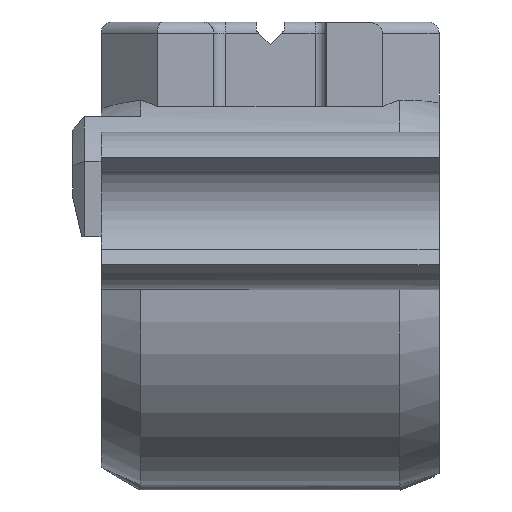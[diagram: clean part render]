
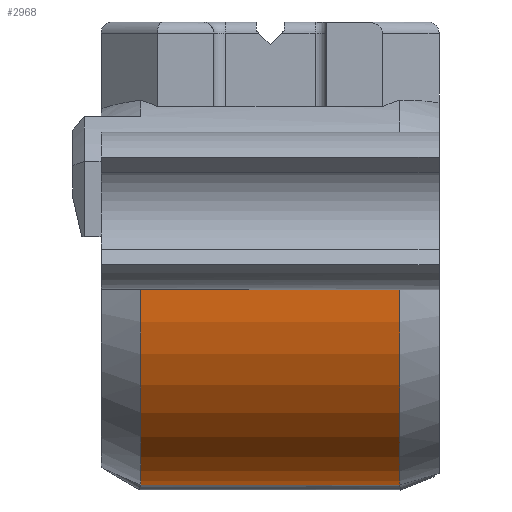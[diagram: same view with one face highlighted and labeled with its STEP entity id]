
A CAD part, left-side view. The second image highlights one B-rep face of the part: STEP entity #2968.
In plain terms, the highlighted cylindrical face has radius 7 mm (diameter 14 mm), a partial arc.
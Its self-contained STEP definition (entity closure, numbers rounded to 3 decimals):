
#96=CYLINDRICAL_SURFACE('',#3251,7.);
#285=CIRCLE('',#3249,7.);
#286=CIRCLE('',#3252,7.);
#469=FACE_OUTER_BOUND('',#645,.T.);
#645=EDGE_LOOP('',(#2397,#2398,#2399,#2400));
#874=LINE('',#4984,#1085);
#876=LINE('',#5008,#1087);
#1085=VECTOR('',#3950,10.);
#1087=VECTOR('',#3970,10.);
#1329=VERTEX_POINT('',#4975);
#1330=VERTEX_POINT('',#4982);
#1332=VERTEX_POINT('',#4995);
#1333=VERTEX_POINT('',#5006);
#1715=EDGE_CURVE('',#1330,#1329,#874,.T.);
#1719=EDGE_CURVE('',#1329,#1332,#285,.T.);
#1722=EDGE_CURVE('',#1333,#1330,#286,.T.);
#1723=EDGE_CURVE('',#1333,#1332,#876,.T.);
#2397=ORIENTED_EDGE('',*,*,#1719,.F.);
#2398=ORIENTED_EDGE('',*,*,#1715,.F.);
#2399=ORIENTED_EDGE('',*,*,#1722,.F.);
#2400=ORIENTED_EDGE('',*,*,#1723,.T.);
#2968=ADVANCED_FACE('',(#469),#96,.T.);
#3249=AXIS2_PLACEMENT_3D('',#4996,#3961,#3962);
#3251=AXIS2_PLACEMENT_3D('',#5005,#3966,#3967);
#3252=AXIS2_PLACEMENT_3D('',#5007,#3968,#3969);
#3950=DIRECTION('',(0.,1.,0.));
#3961=DIRECTION('center_axis',(0.,1.,0.));
#3962=DIRECTION('ref_axis',(-0.906,0.,0.423));
#3966=DIRECTION('center_axis',(0.,1.,0.));
#3967=DIRECTION('ref_axis',(0.906,0.,-0.423));
#3968=DIRECTION('center_axis',(0.,-1.,0.));
#3969=DIRECTION('ref_axis',(-0.906,0.,0.423));
#3970=DIRECTION('',(0.,1.,0.));
#4975=CARTESIAN_POINT('',(2.142,3.8,-6.664));
#4982=CARTESIAN_POINT('',(2.142,-5.4,-6.664));
#4984=CARTESIAN_POINT('',(2.142,-6.8,-6.664));
#4995=CARTESIAN_POINT('',(-7.,3.8,-0.02));
#4996=CARTESIAN_POINT('Origin',(0.,3.8,0.));
#5005=CARTESIAN_POINT('Origin',(0.,-6.8,0.));
#5006=CARTESIAN_POINT('',(-7.,-5.4,-0.02));
#5007=CARTESIAN_POINT('Origin',(0.,-5.4,0.));
#5008=CARTESIAN_POINT('',(-7.,-6.8,-0.02));
